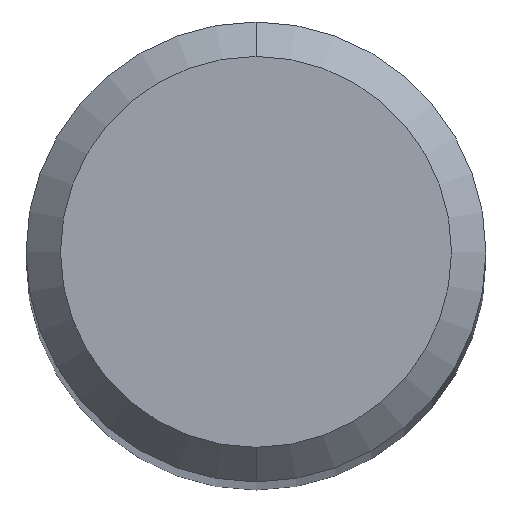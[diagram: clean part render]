
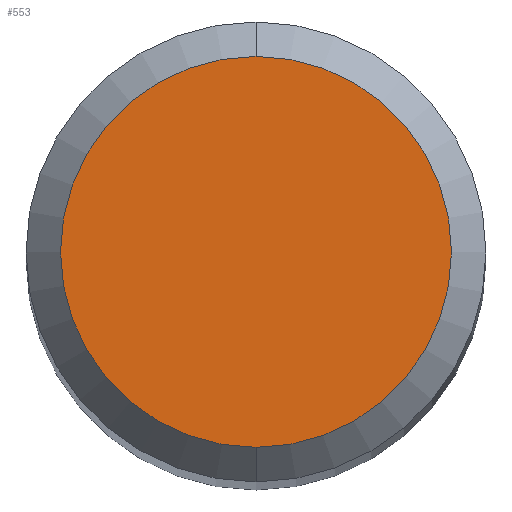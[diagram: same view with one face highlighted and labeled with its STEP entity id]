
A CAD part, top view. The second image highlights one B-rep face of the part: STEP entity #553.
In plain terms, the highlighted planar face has unit normal (0, 0, 1).
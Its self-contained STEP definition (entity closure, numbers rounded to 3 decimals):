
#413=EDGE_CURVE('',#1103,#497,#1163,.T.);
#497=VERTEX_POINT('',#1252);
#553=ADVANCED_FACE('',(#1311),#1312,.T.);
#785=EDGE_CURVE('',#497,#1103,#1571,.T.);
#1103=VERTEX_POINT('',#1917);
#1163=CIRCLE('',#2197,1.7);
#1252=CARTESIAN_POINT('',(0.0,1.7,0.0));
#1311=FACE_OUTER_BOUND('',#2656,.T.);
#1312=PLANE('',#2657);
#1571=CIRCLE('',#3215,1.7);
#1917=CARTESIAN_POINT('',(0.,-1.7,0.0));
#2197=AXIS2_PLACEMENT_3D('',#5004,#5005,#5006);
#2656=EDGE_LOOP('',(#5155,#5156));
#2657=AXIS2_PLACEMENT_3D('',#5157,#5158,#5159);
#3215=AXIS2_PLACEMENT_3D('',#5498,#5499,#5500);
#5004=CARTESIAN_POINT('',(0.0,0.0,0.0));
#5005=DIRECTION('',(0.0,0.0,-1.0));
#5006=DIRECTION('',(0.0,1.0,0.0));
#5155=ORIENTED_EDGE('',*,*,#785,.F.);
#5156=ORIENTED_EDGE('',*,*,#413,.F.);
#5157=CARTESIAN_POINT('',(0.0,0.85,0.0));
#5158=DIRECTION('',(-0.0,0.0,1.0));
#5159=DIRECTION('',(0.0,-1.0,0.0));
#5498=CARTESIAN_POINT('',(0.0,0.0,0.0));
#5499=DIRECTION('',(0.0,0.0,-1.0));
#5500=DIRECTION('',(0.0,1.0,0.0));
